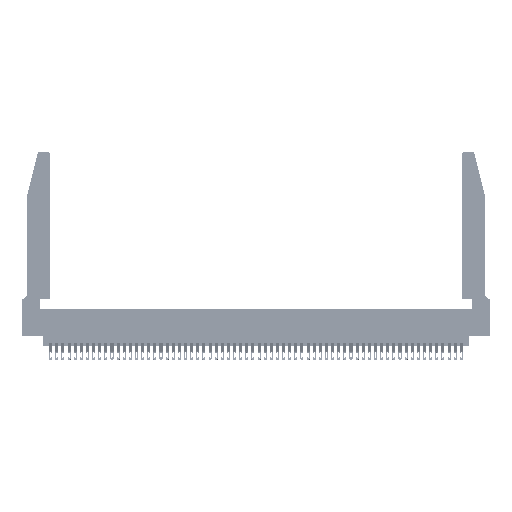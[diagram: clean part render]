
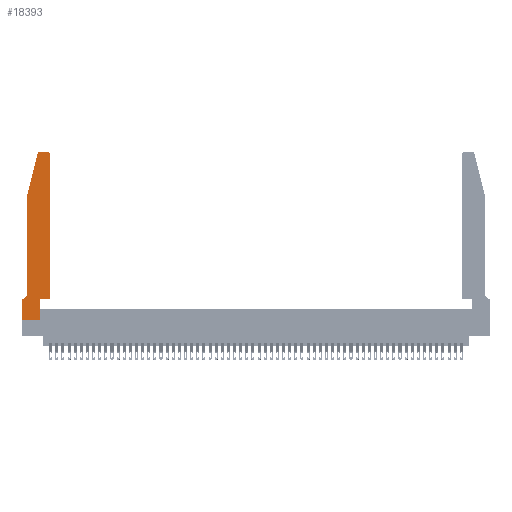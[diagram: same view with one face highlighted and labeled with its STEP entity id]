
A CAD part, top view. The second image highlights one B-rep face of the part: STEP entity #18393.
In plain terms, the highlighted planar face has unit normal (0, 0, 1).
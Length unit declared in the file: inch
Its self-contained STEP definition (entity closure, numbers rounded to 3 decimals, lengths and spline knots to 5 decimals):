
#293 = CARTESIAN_POINT ( 'NONE',  ( 0., 0., 0.37 ) ) ;
#778 = CARTESIAN_POINT ( 'NONE',  ( 0.284, 2.72, 0.37 ) ) ;
#858 = CARTESIAN_POINT ( 'NONE',  ( 0.4505, 2.72, 0.37 ) ) ;
#2535 = EDGE_CURVE ( 'NONE', #32777, #50264, #44272, .T. ) ;
#2935 = AXIS2_PLACEMENT_3D ( 'NONE', #5625, #26339, #52159 ) ;
#2939 = EDGE_CURVE ( 'NONE', #21673, #25921, #9565, .T. ) ;
#3747 = ORIENTED_EDGE ( 'NONE', *, *, #9868, .T. ) ;
#4343 = VECTOR ( 'NONE', #5393, 39.37008 ) ;
#4345 = LINE ( 'NONE', #19594, #46349 ) ;
#4511 = VERTEX_POINT ( 'NONE', #4605 ) ;
#4605 = CARTESIAN_POINT ( 'NONE',  ( 0.2865, 0.35, 0.37 ) ) ;
#4783 = ORIENTED_EDGE ( 'NONE', *, *, #32714, .T. ) ;
#4983 = LINE ( 'NONE', #24912, #29027 ) ;
#5393 = DIRECTION ( 'NONE',  ( 0., -1., 0. ) ) ;
#5625 = CARTESIAN_POINT ( 'NONE',  ( 0.0055, 0.42, 0.37 ) ) ;
#6062 = VERTEX_POINT ( 'NONE', #33181 ) ;
#6538 = CARTESIAN_POINT ( 'NONE',  ( 0.4205, 2.72, 0.37 ) ) ;
#6750 = DIRECTION ( 'NONE',  ( 1., 0., 0. ) ) ;
#8354 = LINE ( 'NONE', #9880, #4343 ) ;
#9107 = DIRECTION ( 'NONE',  ( -0.239, -0.971, 0. ) ) ;
#9565 = LINE ( 'NONE', #49092, #45509 ) ;
#9852 = ORIENTED_EDGE ( 'NONE', *, *, #19372, .T. ) ;
#9868 = EDGE_CURVE ( 'NONE', #13727, #54386, #49565, .T. ) ;
#9880 = CARTESIAN_POINT ( 'NONE',  ( 0.0755, 2., 0.37 ) ) ;
#10289 = VECTOR ( 'NONE', #6750, 39.37008 ) ;
#11856 = DIRECTION ( 'NONE',  ( -1., 0., 0. ) ) ;
#12158 = ORIENTED_EDGE ( 'NONE', *, *, #42822, .T. ) ;
#12732 = VECTOR ( 'NONE', #44461, 39.37008 ) ;
#13551 = VECTOR ( 'NONE', #13796, 39.37008 ) ;
#13554 = ORIENTED_EDGE ( 'NONE', *, *, #34368, .T. ) ;
#13727 = VERTEX_POINT ( 'NONE', #39265 ) ;
#13796 = DIRECTION ( 'NONE',  ( -1., 0., 0. ) ) ;
#14170 = CARTESIAN_POINT ( 'NONE',  ( 0.2605, 2.75, 0.37 ) ) ;
#15773 = DIRECTION ( 'NONE',  ( 0., 0., 1. ) ) ;
#15905 = CARTESIAN_POINT ( 'NONE',  ( 0.0055, 0.35, 0.37 ) ) ;
#17584 = CARTESIAN_POINT ( 'NONE',  ( 0.0755, 0.42, 0.37 ) ) ;
#17794 = DIRECTION ( 'NONE',  ( 0., 1., 0. ) ) ;
#18367 = EDGE_CURVE ( 'NONE', #52212, #43272, #4983, .T. ) ;
#18393 = ADVANCED_FACE ( 'NONE', ( #43622 ), #19922, .T. ) ;
#18854 = LINE ( 'NONE', #34449, #30807 ) ;
#19372 = EDGE_CURVE ( 'NONE', #22356, #13727, #52144, .T. ) ;
#19594 = CARTESIAN_POINT ( 'NONE',  ( 0., 0., 0.37 ) ) ;
#19865 = EDGE_CURVE ( 'NONE', #54386, #6062, #18854, .T. ) ;
#19922 = PLANE ( 'NONE',  #44418 ) ;
#20092 = LINE ( 'NONE', #40751, #12732 ) ;
#20387 = ORIENTED_EDGE ( 'NONE', *, *, #18367, .T. ) ;
#21673 = VERTEX_POINT ( 'NONE', #23998 ) ;
#21788 = ORIENTED_EDGE ( 'NONE', *, *, #2535, .T. ) ;
#22356 = VERTEX_POINT ( 'NONE', #41592 ) ;
#23092 = CARTESIAN_POINT ( 'NONE',  ( 0.25487, 2.72718, 0.37 ) ) ;
#23998 = CARTESIAN_POINT ( 'NONE',  ( 0.4505, 0.35, 0.37 ) ) ;
#24909 = EDGE_CURVE ( 'NONE', #43272, #32777, #4345, .T. ) ;
#24912 = CARTESIAN_POINT ( 'NONE',  ( 0.0755, 0.35, 0.37 ) ) ;
#25921 = VERTEX_POINT ( 'NONE', #858 ) ;
#26339 = DIRECTION ( 'NONE',  ( 0., 0., -1. ) ) ;
#26652 = DIRECTION ( 'NONE',  ( 0., 0., 1. ) ) ;
#27895 = DIRECTION ( 'NONE',  ( 0., 1., 0. ) ) ;
#28086 = CARTESIAN_POINT ( 'NONE',  ( 0.2865, 0.35, 0.37 ) ) ;
#28997 = CIRCLE ( 'NONE', #31290, 0.03 ) ;
#29027 = VECTOR ( 'NONE', #11856, 39.37008 ) ;
#29061 = CARTESIAN_POINT ( 'NONE',  ( 0.2865, 0., 0.37 ) ) ;
#30575 = DIRECTION ( 'NONE',  ( 1., 0., 0. ) ) ;
#30807 = VECTOR ( 'NONE', #9107, 39.37008 ) ;
#31290 = AXIS2_PLACEMENT_3D ( 'NONE', #6538, #39701, #43970 ) ;
#32714 = EDGE_CURVE ( 'NONE', #6062, #49309, #8354, .T. ) ;
#32777 = VERTEX_POINT ( 'NONE', #35412 ) ;
#33181 = CARTESIAN_POINT ( 'NONE',  ( 0.0755, 2., 0.37 ) ) ;
#34368 = EDGE_CURVE ( 'NONE', #25921, #22356, #28997, .T. ) ;
#34449 = CARTESIAN_POINT ( 'NONE',  ( 0.0755, 2., 0.37 ) ) ;
#35412 = CARTESIAN_POINT ( 'NONE',  ( 0., 0., 0.37 ) ) ;
#35474 = EDGE_LOOP ( 'NONE', ( #9852, #3747, #48623, #4783, #12158, #20387, #47125, #21788, #47385, #54994, #42547, #13554 ) ) ;
#36807 = EDGE_CURVE ( 'NONE', #4511, #21673, #20092, .T. ) ;
#39265 = CARTESIAN_POINT ( 'NONE',  ( 0.284, 2.75, 0.37 ) ) ;
#39701 = DIRECTION ( 'NONE',  ( 0., 0., 1. ) ) ;
#40751 = CARTESIAN_POINT ( 'NONE',  ( 0.4505, 0.35, 0.37 ) ) ;
#41592 = CARTESIAN_POINT ( 'NONE',  ( 0.4205, 2.75, 0.37 ) ) ;
#42547 = ORIENTED_EDGE ( 'NONE', *, *, #2939, .T. ) ;
#42822 = EDGE_CURVE ( 'NONE', #49309, #52212, #53834, .T. ) ;
#43272 = VERTEX_POINT ( 'NONE', #54186 ) ;
#43622 = FACE_OUTER_BOUND ( 'NONE', #35474, .T. ) ;
#43970 = DIRECTION ( 'NONE',  ( 1., 0., 0. ) ) ;
#44164 = AXIS2_PLACEMENT_3D ( 'NONE', #778, #26652, #30575 ) ;
#44272 = LINE ( 'NONE', #293, #10289 ) ;
#44418 = AXIS2_PLACEMENT_3D ( 'NONE', #49645, #15773, #45564 ) ;
#44461 = DIRECTION ( 'NONE',  ( 1., 0., 0. ) ) ;
#44532 = EDGE_CURVE ( 'NONE', #50264, #4511, #51641, .T. ) ;
#45509 = VECTOR ( 'NONE', #17794, 39.37008 ) ;
#45564 = DIRECTION ( 'NONE',  ( 1., 0., 0. ) ) ;
#46349 = VECTOR ( 'NONE', #48966, 39.37008 ) ;
#47125 = ORIENTED_EDGE ( 'NONE', *, *, #24909, .T. ) ;
#47385 = ORIENTED_EDGE ( 'NONE', *, *, #44532, .T. ) ;
#48623 = ORIENTED_EDGE ( 'NONE', *, *, #19865, .T. ) ;
#48966 = DIRECTION ( 'NONE',  ( 0., -1., 0. ) ) ;
#48995 = VECTOR ( 'NONE', #27895, 39.37008 ) ;
#49092 = CARTESIAN_POINT ( 'NONE',  ( 0.4505, 0.35, 0.37 ) ) ;
#49309 = VERTEX_POINT ( 'NONE', #17584 ) ;
#49565 = CIRCLE ( 'NONE', #44164, 0.03 ) ;
#49645 = CARTESIAN_POINT ( 'NONE',  ( 0., 0.35, 0.37 ) ) ;
#50264 = VERTEX_POINT ( 'NONE', #29061 ) ;
#51641 = LINE ( 'NONE', #28086, #48995 ) ;
#52144 = LINE ( 'NONE', #14170, #13551 ) ;
#52159 = DIRECTION ( 'NONE',  ( -1., 0., 0. ) ) ;
#52212 = VERTEX_POINT ( 'NONE', #15905 ) ;
#53834 = CIRCLE ( 'NONE', #2935, 0.07 ) ;
#54186 = CARTESIAN_POINT ( 'NONE',  ( 0., 0.35, 0.37 ) ) ;
#54386 = VERTEX_POINT ( 'NONE', #23092 ) ;
#54994 = ORIENTED_EDGE ( 'NONE', *, *, #36807, .T. ) ;
